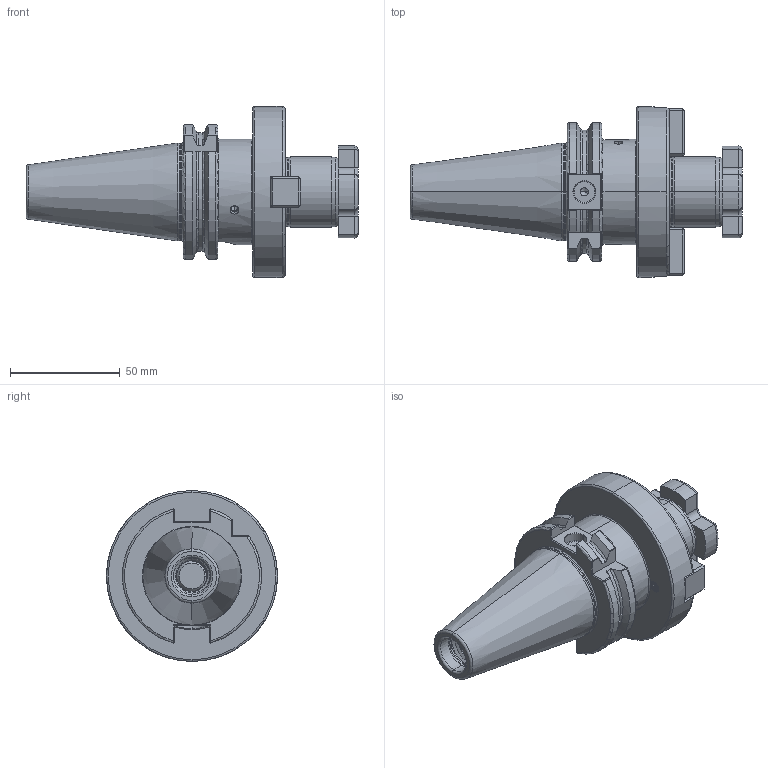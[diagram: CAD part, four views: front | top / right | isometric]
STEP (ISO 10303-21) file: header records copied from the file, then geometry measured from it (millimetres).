
FILE_DESCRIPTION (( 'STEP AP203' ), '1' );
FILE_NAME ('402.11.32.STEP', '2016-11-26T06:01:41', ( '' ), ( '' ), 'SwSTEP 2.0', 'SolidWorks 2012', '' );
FILE_SCHEMA (( 'CONFIG_CONTROL_DESIGN' ));
Products named in the file (5): 402.11.32; 十字螺絲FMB32; 102.11.32_M5xP0.8-14L; 面銑刀墊塊32
Assembly tree (6 placements, depth 2):
  402.11.32
    402.11.32
    十字螺絲FMB32
    面銑刀墊塊32  x2
    102.11.32_M5xP0.8-14L  x2
Bounding box: 151.4 x 78 x 78 mm (x, y, z)
Volume: 223584.5 mm3; surface area: 51133.9 mm2
Topology: 6 solids, 6 shells, 584 faces, 1509 edges, 933 vertices
Faces by surface type: cylinder 257, plane 158, torus 66, cone 64, bspline 39
Entity records: 31198 total; most frequent: CARTESIAN_POINT 19903, ORIENTED_EDGE 2514, DIRECTION 1991, EDGE_CURVE 1257, VERTEX_POINT 788, AXIS2_PLACEMENT_3D 764, EDGE_LOOP 507, FACE_OUTER_BOUND 484
